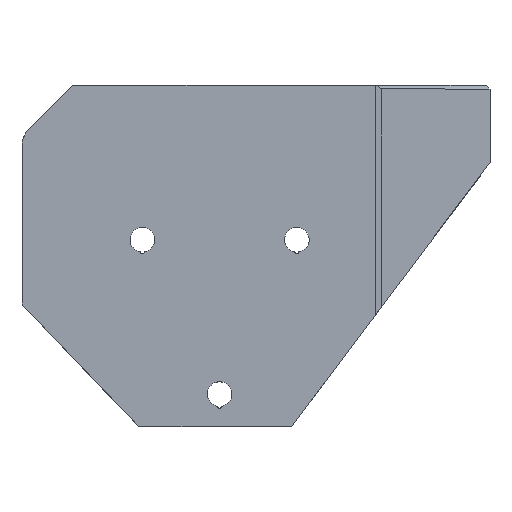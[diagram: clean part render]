
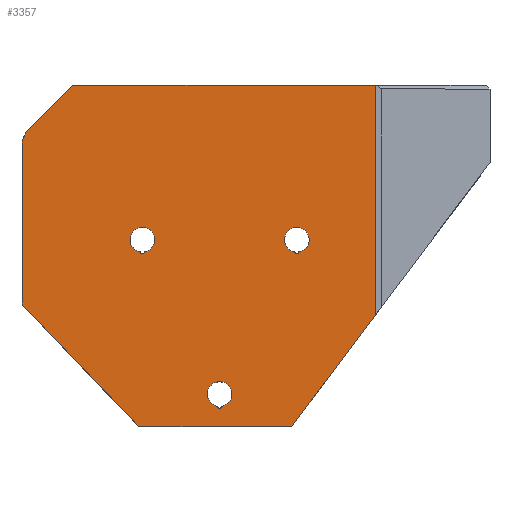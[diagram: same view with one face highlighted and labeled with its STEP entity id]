
A CAD part, top view. The second image highlights one B-rep face of the part: STEP entity #3357.
In plain terms, the highlighted planar face has unit normal (0, 0, 1).
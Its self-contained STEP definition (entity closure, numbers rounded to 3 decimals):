
#55=CIRCLE('',#3542,3.);
#56=CIRCLE('',#3549,0.25);
#57=CIRCLE('',#3550,1.6);
#58=CIRCLE('',#3551,0.25);
#59=CIRCLE('',#3552,1.6);
#60=CIRCLE('',#3553,0.25);
#61=CIRCLE('',#3554,1.6);
#285=FACE_BOUND('',#664,.T.);
#286=FACE_BOUND('',#665,.T.);
#287=FACE_BOUND('',#666,.T.);
#335=PLANE('',#3548);
#483=FACE_OUTER_BOUND('',#663,.T.);
#663=EDGE_LOOP('',(#2605,#2606,#2607,#2608,#2609,#2610,#2611,#2612));
#664=EDGE_LOOP('',(#2613,#2614));
#665=EDGE_LOOP('',(#2615,#2616));
#666=EDGE_LOOP('',(#2617,#2618));
#904=LINE('',#5105,#1256);
#919=LINE('',#5135,#1271);
#920=LINE('',#5138,#1272);
#921=LINE('',#5140,#1273);
#922=LINE('',#5142,#1274);
#923=LINE('',#5144,#1275);
#924=LINE('',#5145,#1276);
#1256=VECTOR('',#3928,10.);
#1271=VECTOR('',#3957,10.);
#1272=VECTOR('',#3960,10.);
#1273=VECTOR('',#3961,10.);
#1274=VECTOR('',#3962,10.);
#1275=VECTOR('',#3963,10.);
#1276=VECTOR('',#3964,10.);
#1639=VERTEX_POINT('',#5102);
#1640=VERTEX_POINT('',#5104);
#1641=VERTEX_POINT('',#5108);
#1648=VERTEX_POINT('',#5133);
#1649=VERTEX_POINT('',#5137);
#1650=VERTEX_POINT('',#5139);
#1651=VERTEX_POINT('',#5141);
#1652=VERTEX_POINT('',#5143);
#1653=VERTEX_POINT('',#5146);
#1654=VERTEX_POINT('',#5147);
#1655=VERTEX_POINT('',#5150);
#1656=VERTEX_POINT('',#5151);
#1657=VERTEX_POINT('',#5154);
#1658=VERTEX_POINT('',#5155);
#1988=EDGE_CURVE('',#1639,#1640,#904,.T.);
#1990=EDGE_CURVE('',#1641,#1639,#55,.T.);
#2004=EDGE_CURVE('',#1648,#1641,#919,.T.);
#2005=EDGE_CURVE('',#1649,#1640,#920,.T.);
#2006=EDGE_CURVE('',#1650,#1648,#921,.T.);
#2007=EDGE_CURVE('',#1651,#1650,#922,.T.);
#2008=EDGE_CURVE('',#1652,#1651,#923,.T.);
#2009=EDGE_CURVE('',#1652,#1649,#924,.T.);
#2010=EDGE_CURVE('',#1653,#1654,#56,.T.);
#2011=EDGE_CURVE('',#1654,#1653,#57,.T.);
#2012=EDGE_CURVE('',#1655,#1656,#58,.T.);
#2013=EDGE_CURVE('',#1656,#1655,#59,.T.);
#2014=EDGE_CURVE('',#1657,#1658,#60,.T.);
#2015=EDGE_CURVE('',#1658,#1657,#61,.T.);
#2605=ORIENTED_EDGE('',*,*,#2005,.T.);
#2606=ORIENTED_EDGE('',*,*,#1988,.F.);
#2607=ORIENTED_EDGE('',*,*,#1990,.F.);
#2608=ORIENTED_EDGE('',*,*,#2004,.F.);
#2609=ORIENTED_EDGE('',*,*,#2006,.F.);
#2610=ORIENTED_EDGE('',*,*,#2007,.F.);
#2611=ORIENTED_EDGE('',*,*,#2008,.F.);
#2612=ORIENTED_EDGE('',*,*,#2009,.T.);
#2613=ORIENTED_EDGE('',*,*,#2010,.F.);
#2614=ORIENTED_EDGE('',*,*,#2011,.F.);
#2615=ORIENTED_EDGE('',*,*,#2012,.F.);
#2616=ORIENTED_EDGE('',*,*,#2013,.F.);
#2617=ORIENTED_EDGE('',*,*,#2014,.F.);
#2618=ORIENTED_EDGE('',*,*,#2015,.F.);
#3357=ADVANCED_FACE('',(#483,#285,#286,#287),#335,.T.);
#3542=AXIS2_PLACEMENT_3D('',#5109,#3932,#3933);
#3548=AXIS2_PLACEMENT_3D('',#5136,#3958,#3959);
#3549=AXIS2_PLACEMENT_3D('',#5148,#3965,#3966);
#3550=AXIS2_PLACEMENT_3D('',#5149,#3967,#3968);
#3551=AXIS2_PLACEMENT_3D('',#5152,#3969,#3970);
#3552=AXIS2_PLACEMENT_3D('',#5153,#3971,#3972);
#3553=AXIS2_PLACEMENT_3D('',#5156,#3973,#3974);
#3554=AXIS2_PLACEMENT_3D('',#5157,#3975,#3976);
#3928=DIRECTION('',(0.707,0.707,0.));
#3932=DIRECTION('center_axis',(0.,0.,-1.));
#3933=DIRECTION('ref_axis',(-1.,0.,0.));
#3957=DIRECTION('',(0.,1.,0.));
#3958=DIRECTION('center_axis',(0.,0.,1.));
#3959=DIRECTION('ref_axis',(1.,0.,0.));
#3960=DIRECTION('',(-1.,0.,0.));
#3961=DIRECTION('',(-0.689,0.725,0.));
#3962=DIRECTION('',(-1.,0.,0.));
#3963=DIRECTION('',(-0.6,-0.8,0.));
#3964=DIRECTION('',(0.,1.,0.));
#3965=DIRECTION('center_axis',(0.,0.,1.));
#3966=DIRECTION('ref_axis',(1.,0.,0.));
#3967=DIRECTION('center_axis',(0.,0.,1.));
#3968=DIRECTION('ref_axis',(-1.,0.,0.));
#3969=DIRECTION('center_axis',(0.,0.,1.));
#3970=DIRECTION('ref_axis',(1.,0.,0.));
#3971=DIRECTION('center_axis',(0.,0.,1.));
#3972=DIRECTION('ref_axis',(-1.,0.,0.));
#3973=DIRECTION('center_axis',(0.,0.,1.));
#3974=DIRECTION('ref_axis',(1.,0.,0.));
#3975=DIRECTION('center_axis',(0.,0.,1.));
#3976=DIRECTION('ref_axis',(-1.,0.,0.));
#5102=CARTESIAN_POINT('',(-24.701,14.299,0.5));
#5104=CARTESIAN_POINT('',(-19.,20.,0.5));
#5105=CARTESIAN_POINT('',(-24.701,14.299,0.5));
#5108=CARTESIAN_POINT('',(-25.58,12.177,0.5));
#5109=CARTESIAN_POINT('Origin',(-22.58,12.177,0.5));
#5133=CARTESIAN_POINT('',(-25.58,-8.337,0.5));
#5135=CARTESIAN_POINT('',(-25.58,3.42,0.5));
#5136=CARTESIAN_POINT('Origin',(0.,0.,0.5));
#5137=CARTESIAN_POINT('',(20.15,20.,0.5));
#5138=CARTESIAN_POINT('',(20.,20.,0.5));
#5139=CARTESIAN_POINT('',(-10.463,-24.25,0.5));
#5140=CARTESIAN_POINT('',(-24.,-10.,0.5));
#5141=CARTESIAN_POINT('',(9.313,-24.25,0.5));
#5142=CARTESIAN_POINT('',(-6.25,-24.25,0.5));
#5143=CARTESIAN_POINT('',(20.15,-9.8,0.5));
#5144=CARTESIAN_POINT('',(11.3,-21.6,0.5));
#5145=CARTESIAN_POINT('',(20.15,5.,0.5));
#5146=CARTESIAN_POINT('',(-10.249,-1.58,0.5));
#5147=CARTESIAN_POINT('',(-9.751,-1.58,0.5));
#5148=CARTESIAN_POINT('Origin',(-10.,-1.6,0.5));
#5149=CARTESIAN_POINT('Origin',(-10.,0.,0.5));
#5150=CARTESIAN_POINT('',(9.751,-1.58,0.5));
#5151=CARTESIAN_POINT('',(10.249,-1.58,0.5));
#5152=CARTESIAN_POINT('Origin',(10.,-1.6,0.5));
#5153=CARTESIAN_POINT('Origin',(10.,0.,0.5));
#5154=CARTESIAN_POINT('',(-0.249,-21.58,0.5));
#5155=CARTESIAN_POINT('',(0.249,-21.58,0.5));
#5156=CARTESIAN_POINT('Origin',(0.,-21.6,0.5));
#5157=CARTESIAN_POINT('Origin',(0.,-20.,0.5));
